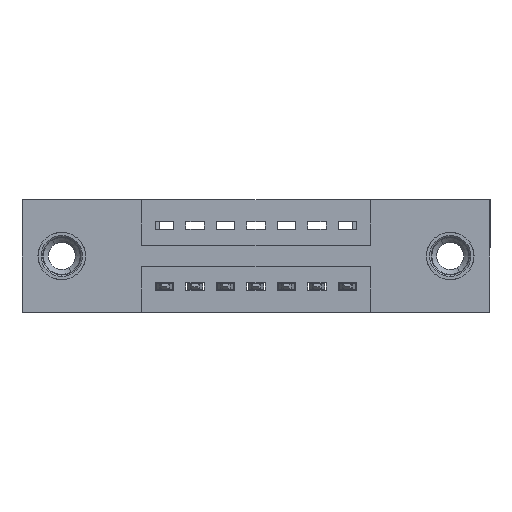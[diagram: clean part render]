
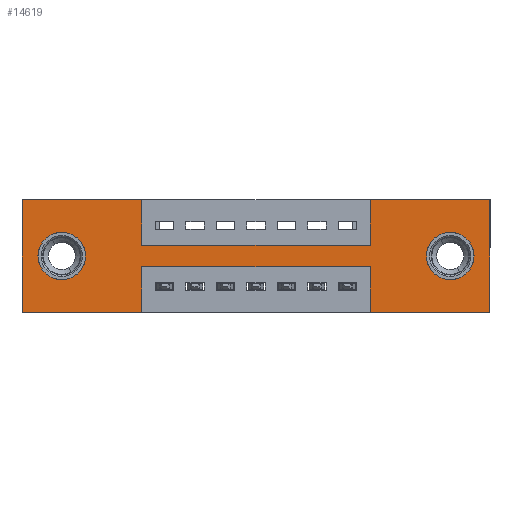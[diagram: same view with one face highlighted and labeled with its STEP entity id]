
A CAD part, front view. The second image highlights one B-rep face of the part: STEP entity #14619.
In plain terms, the highlighted planar face has unit normal (0, -1, 0).
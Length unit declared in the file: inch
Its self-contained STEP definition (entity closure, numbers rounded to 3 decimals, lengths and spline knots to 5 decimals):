
#52 = FACE_BOUND ( 'NONE', #1808, .T. ) ;
#107 = LINE ( 'NONE', #10076, #14624 ) ;
#269 = LINE ( 'NONE', #6692, #3133 ) ;
#335 = LINE ( 'NONE', #11034, #1592 ) ;
#404 = CARTESIAN_POINT ( 'NONE',  ( 0.13, 0., -0.263 ) ) ;
#463 = ORIENTED_EDGE ( 'NONE', *, *, #3920, .F. ) ;
#759 = VERTEX_POINT ( 'NONE', #12727 ) ;
#841 = CARTESIAN_POINT ( 'NONE',  ( 0.13, 0., -0.185 ) ) ;
#987 = VECTOR ( 'NONE', #9563, 39.37008 ) ;
#1091 = VERTEX_POINT ( 'NONE', #11305 ) ;
#1097 = VERTEX_POINT ( 'NONE', #3480 ) ;
#1152 = VECTOR ( 'NONE', #11734, 39.37008 ) ;
#1198 = DIRECTION ( 'NONE',  ( 1., 0., 0. ) ) ;
#1261 = EDGE_CURVE ( 'NONE', #1091, #11349, #10657, .T. ) ;
#1291 = ORIENTED_EDGE ( 'NONE', *, *, #8737, .F. ) ;
#1514 = CIRCLE ( 'NONE', #1861, 0.078 ) ;
#1592 = VECTOR ( 'NONE', #2052, 39.37008 ) ;
#1619 = VERTEX_POINT ( 'NONE', #12639 ) ;
#1758 = CARTESIAN_POINT ( 'NONE',  ( 0.3925, 0., -0.15 ) ) ;
#1808 = EDGE_LOOP ( 'NONE', ( #14595, #14659 ) ) ;
#1861 = AXIS2_PLACEMENT_3D ( 'NONE', #9203, #4688, #13840 ) ;
#1885 = VERTEX_POINT ( 'NONE', #3169 ) ;
#2006 = ORIENTED_EDGE ( 'NONE', *, *, #12738, .F. ) ;
#2052 = DIRECTION ( 'NONE',  ( 0., 0., 1. ) ) ;
#2109 = CARTESIAN_POINT ( 'NONE',  ( 0.3925, 0., -0.22 ) ) ;
#2119 = AXIS2_PLACEMENT_3D ( 'NONE', #841, #5414, #6413 ) ;
#2251 = VECTOR ( 'NONE', #13112, 39.37008 ) ;
#2455 = LINE ( 'NONE', #8365, #987 ) ;
#2581 = EDGE_CURVE ( 'NONE', #1885, #7087, #1514, .T. ) ;
#2761 = VERTEX_POINT ( 'NONE', #9805 ) ;
#2803 = CARTESIAN_POINT ( 'NONE',  ( 0., 0., -0.37 ) ) ;
#2918 = VECTOR ( 'NONE', #9351, 39.37008 ) ;
#2929 = CARTESIAN_POINT ( 'NONE',  ( 1.535, 0., 0. ) ) ;
#2992 = VERTEX_POINT ( 'NONE', #2929 ) ;
#3025 = VERTEX_POINT ( 'NONE', #5232 ) ;
#3045 = EDGE_CURVE ( 'NONE', #759, #3025, #6734, .T. ) ;
#3072 = CARTESIAN_POINT ( 'NONE',  ( 1.1425, 0., -0.37 ) ) ;
#3133 = VECTOR ( 'NONE', #10055, 39.37008 ) ;
#3169 = CARTESIAN_POINT ( 'NONE',  ( 0.13, 0., -0.107 ) ) ;
#3228 = EDGE_CURVE ( 'NONE', #2992, #2761, #269, .T. ) ;
#3244 = DIRECTION ( 'NONE',  ( 1., 0., 0. ) ) ;
#3459 = ORIENTED_EDGE ( 'NONE', *, *, #10591, .F. ) ;
#3480 = CARTESIAN_POINT ( 'NONE',  ( 0.3925, 0., 0. ) ) ;
#3533 = LINE ( 'NONE', #1758, #8200 ) ;
#3780 = LINE ( 'NONE', #5103, #9516 ) ;
#3920 = EDGE_CURVE ( 'NONE', #7466, #2992, #11936, .T. ) ;
#4488 = CARTESIAN_POINT ( 'NONE',  ( 1.1425, 0., -0.15 ) ) ;
#4661 = CARTESIAN_POINT ( 'NONE',  ( 0.3925, 0., -0.15 ) ) ;
#4688 = DIRECTION ( 'NONE',  ( 0., 1., 0. ) ) ;
#4836 = EDGE_CURVE ( 'NONE', #7471, #5899, #7223, .T. ) ;
#5051 = CARTESIAN_POINT ( 'NONE',  ( 0.3925, 0., -0.22 ) ) ;
#5103 = CARTESIAN_POINT ( 'NONE',  ( 0.3925, 0., 0. ) ) ;
#5117 = DIRECTION ( 'NONE',  ( -1., 0., 0. ) ) ;
#5196 = EDGE_LOOP ( 'NONE', ( #12804, #6821, #9928, #7309, #10376, #463, #1291, #2006, #3459, #10200, #8612, #6133 ) ) ;
#5232 = CARTESIAN_POINT ( 'NONE',  ( 0., 0., 0. ) ) ;
#5306 = LINE ( 'NONE', #5051, #2251 ) ;
#5322 = DIRECTION ( 'NONE',  ( 1., 0., 0. ) ) ;
#5414 = DIRECTION ( 'NONE',  ( 0., 1., 0. ) ) ;
#5446 = DIRECTION ( 'NONE',  ( 0., 0., -1. ) ) ;
#5620 = VECTOR ( 'NONE', #1198, 39.37008 ) ;
#5651 = CARTESIAN_POINT ( 'NONE',  ( 1.1425, 0., 0. ) ) ;
#5899 = VERTEX_POINT ( 'NONE', #13515 ) ;
#6012 = DIRECTION ( 'NONE',  ( 0., -1., 0. ) ) ;
#6036 = VECTOR ( 'NONE', #11472, 39.37008 ) ;
#6133 = ORIENTED_EDGE ( 'NONE', *, *, #8189, .F. ) ;
#6390 = DIRECTION ( 'NONE',  ( 0., 0., -1. ) ) ;
#6413 = DIRECTION ( 'NONE',  ( 0., 0., 1. ) ) ;
#6546 = CIRCLE ( 'NONE', #12318, 0.078 ) ;
#6692 = CARTESIAN_POINT ( 'NONE',  ( 1.535, 0., 0. ) ) ;
#6734 = LINE ( 'NONE', #12660, #1152 ) ;
#6741 = DIRECTION ( 'NONE',  ( 0., 1., 0. ) ) ;
#6755 = CARTESIAN_POINT ( 'NONE',  ( 0., 0., -0.37 ) ) ;
#6821 = ORIENTED_EDGE ( 'NONE', *, *, #13473, .F. ) ;
#6900 = CARTESIAN_POINT ( 'NONE',  ( 0.3925, 0., -0.37 ) ) ;
#7087 = VERTEX_POINT ( 'NONE', #404 ) ;
#7223 = LINE ( 'NONE', #6900, #2918 ) ;
#7309 = ORIENTED_EDGE ( 'NONE', *, *, #8411, .F. ) ;
#7466 = VERTEX_POINT ( 'NONE', #5651 ) ;
#7471 = VERTEX_POINT ( 'NONE', #2109 ) ;
#8180 = DIRECTION ( 'NONE',  ( 0., 0., -1. ) ) ;
#8189 = EDGE_CURVE ( 'NONE', #5899, #759, #9269, .T. ) ;
#8200 = VECTOR ( 'NONE', #5322, 39.37008 ) ;
#8365 = CARTESIAN_POINT ( 'NONE',  ( 1.1425, 0., 0. ) ) ;
#8411 = EDGE_CURVE ( 'NONE', #2761, #9327, #11966, .T. ) ;
#8563 = VECTOR ( 'NONE', #5117, 39.37008 ) ;
#8612 = ORIENTED_EDGE ( 'NONE', *, *, #3045, .F. ) ;
#8737 = EDGE_CURVE ( 'NONE', #8954, #7466, #2455, .T. ) ;
#8879 = AXIS2_PLACEMENT_3D ( 'NONE', #13496, #6741, #5446 ) ;
#8954 = VERTEX_POINT ( 'NONE', #4488 ) ;
#9203 = CARTESIAN_POINT ( 'NONE',  ( 0.13, 0., -0.185 ) ) ;
#9213 = ORIENTED_EDGE ( 'NONE', *, *, #2581, .T. ) ;
#9269 = LINE ( 'NONE', #2803, #8563 ) ;
#9327 = VERTEX_POINT ( 'NONE', #3072 ) ;
#9351 = DIRECTION ( 'NONE',  ( 0., 0., -1. ) ) ;
#9516 = VECTOR ( 'NONE', #6390, 39.37008 ) ;
#9563 = DIRECTION ( 'NONE',  ( 0., 0., 1. ) ) ;
#9591 = FACE_BOUND ( 'NONE', #12149, .T. ) ;
#9805 = CARTESIAN_POINT ( 'NONE',  ( 1.535, 0., -0.37 ) ) ;
#9928 = ORIENTED_EDGE ( 'NONE', *, *, #10018, .F. ) ;
#10018 = EDGE_CURVE ( 'NONE', #9327, #1619, #335, .T. ) ;
#10055 = DIRECTION ( 'NONE',  ( 0., 0., -1. ) ) ;
#10076 = CARTESIAN_POINT ( 'NONE',  ( 0., 0., 0. ) ) ;
#10200 = ORIENTED_EDGE ( 'NONE', *, *, #12821, .F. ) ;
#10338 = CARTESIAN_POINT ( 'NONE',  ( 0., 0., 0. ) ) ;
#10376 = ORIENTED_EDGE ( 'NONE', *, *, #3228, .F. ) ;
#10492 = CARTESIAN_POINT ( 'NONE',  ( 1.405, 0., -0.185 ) ) ;
#10591 = EDGE_CURVE ( 'NONE', #1097, #14389, #3780, .T. ) ;
#10657 = CIRCLE ( 'NONE', #8879, 0.078 ) ;
#11034 = CARTESIAN_POINT ( 'NONE',  ( 1.1425, 0., -0.37 ) ) ;
#11275 = EDGE_CURVE ( 'NONE', #7087, #1885, #14845, .T. ) ;
#11305 = CARTESIAN_POINT ( 'NONE',  ( 1.405, 0., -0.107 ) ) ;
#11349 = VERTEX_POINT ( 'NONE', #12620 ) ;
#11472 = DIRECTION ( 'NONE',  ( -1., 0., 0. ) ) ;
#11513 = DIRECTION ( 'NONE',  ( 0., 1., 0. ) ) ;
#11734 = DIRECTION ( 'NONE',  ( 0., 0., 1. ) ) ;
#11747 = PLANE ( 'NONE',  #12709 ) ;
#11807 = ORIENTED_EDGE ( 'NONE', *, *, #11275, .T. ) ;
#11936 = LINE ( 'NONE', #10338, #5620 ) ;
#11966 = LINE ( 'NONE', #6755, #6036 ) ;
#12149 = EDGE_LOOP ( 'NONE', ( #9213, #11807 ) ) ;
#12318 = AXIS2_PLACEMENT_3D ( 'NONE', #10492, #11513, #12641 ) ;
#12620 = CARTESIAN_POINT ( 'NONE',  ( 1.405, 0., -0.263 ) ) ;
#12639 = CARTESIAN_POINT ( 'NONE',  ( 1.1425, 0., -0.22 ) ) ;
#12641 = DIRECTION ( 'NONE',  ( 0., 0., -1. ) ) ;
#12660 = CARTESIAN_POINT ( 'NONE',  ( 0., 0., 0. ) ) ;
#12709 = AXIS2_PLACEMENT_3D ( 'NONE', #13813, #6012, #8180 ) ;
#12727 = CARTESIAN_POINT ( 'NONE',  ( 0., 0., -0.37 ) ) ;
#12738 = EDGE_CURVE ( 'NONE', #14389, #8954, #3533, .T. ) ;
#12801 = FACE_OUTER_BOUND ( 'NONE', #5196, .T. ) ;
#12804 = ORIENTED_EDGE ( 'NONE', *, *, #4836, .F. ) ;
#12821 = EDGE_CURVE ( 'NONE', #3025, #1097, #107, .T. ) ;
#13112 = DIRECTION ( 'NONE',  ( -1., 0., 0. ) ) ;
#13473 = EDGE_CURVE ( 'NONE', #1619, #7471, #5306, .T. ) ;
#13496 = CARTESIAN_POINT ( 'NONE',  ( 1.405, 0., -0.185 ) ) ;
#13515 = CARTESIAN_POINT ( 'NONE',  ( 0.3925, 0., -0.37 ) ) ;
#13813 = CARTESIAN_POINT ( 'NONE',  ( 0., 0., -0.37 ) ) ;
#13840 = DIRECTION ( 'NONE',  ( 0., 0., 1. ) ) ;
#13874 = EDGE_CURVE ( 'NONE', #11349, #1091, #6546, .T. ) ;
#14389 = VERTEX_POINT ( 'NONE', #4661 ) ;
#14595 = ORIENTED_EDGE ( 'NONE', *, *, #1261, .T. ) ;
#14619 = ADVANCED_FACE ( 'NONE', ( #52, #9591, #12801 ), #11747, .T. ) ;
#14624 = VECTOR ( 'NONE', #3244, 39.37008 ) ;
#14659 = ORIENTED_EDGE ( 'NONE', *, *, #13874, .T. ) ;
#14845 = CIRCLE ( 'NONE', #2119, 0.078 ) ;
